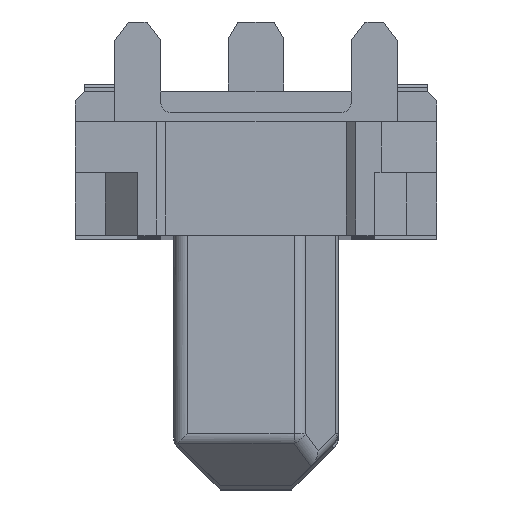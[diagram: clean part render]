
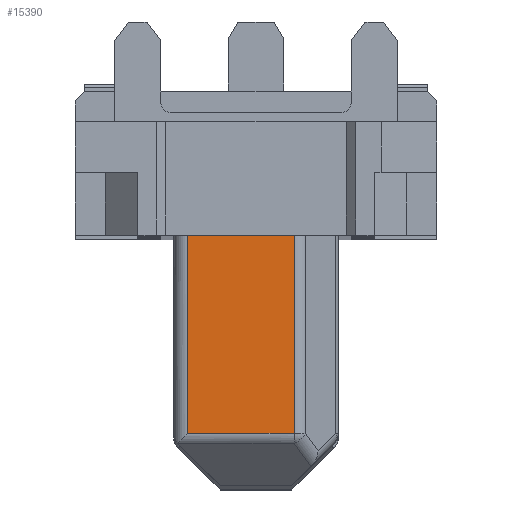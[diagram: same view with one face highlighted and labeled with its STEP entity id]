
A CAD part, top view. The second image highlights one B-rep face of the part: STEP entity #15390.
In plain terms, the highlighted planar face has unit normal (0, 0, 1).
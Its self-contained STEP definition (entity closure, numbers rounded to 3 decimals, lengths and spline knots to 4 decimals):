
#11880=CARTESIAN_POINT('',(-5.6481,11.5306,28.075));
#11890=VERTEX_POINT('',#11880);
#11920=CARTESIAN_POINT('',(-5.6481,11.5306,28.075));
#11930=DIRECTION('',(0.,-1.,0.));
#11940=VECTOR('',#11930,1.);
#11950=LINE('',#11920,#11940);
#11960=CARTESIAN_POINT('',(-5.6481,7.2549,28.075));
#11970=VERTEX_POINT('',#11960);
#11980=EDGE_CURVE('',#11890,#11970,#11950,.T.);
#15090=CARTESIAN_POINT('',(-4.814,6.9102,28.075));
#15100=DIRECTION('',(0.,0.,1.));
#15110=DIRECTION('',(1.,0.,0.));
#15120=AXIS2_PLACEMENT_3D('',#15090,#15100,#15110);
#15130=PLANE('',#15120);
#15140=CARTESIAN_POINT('',(-3.3508,7.2549,28.075));
#15150=DIRECTION('',(-1.,0.,0.));
#15160=VECTOR('',#15150,1.);
#15170=LINE('',#15140,#15160);
#15180=CARTESIAN_POINT('',(-3.3508,7.2549,28.075));
#15190=VERTEX_POINT('',#15180);
#15200=EDGE_CURVE('',#15190,#11970,#15170,.T.);
#15210=ORIENTED_EDGE('',*,*,#15200,.F.);
#15220=ORIENTED_EDGE('',*,*,#11980,.T.);
#15230=CARTESIAN_POINT('',(-2.0477,11.5306,28.075));
#15240=DIRECTION('',(1.,0.,0.));
#15250=VECTOR('',#15240,1.);
#15260=LINE('',#15230,#15250);
#15270=CARTESIAN_POINT('',(-3.3508,11.5306,28.075));
#15280=VERTEX_POINT('',#15270);
#15290=EDGE_CURVE('',#11890,#15280,#15260,.T.);
#15300=ORIENTED_EDGE('',*,*,#15290,.F.);
#15310=CARTESIAN_POINT('',(-3.3508,7.2549,28.075));
#15320=DIRECTION('',(0.,1.,0.));
#15330=VECTOR('',#15320,1.);
#15340=LINE('',#15310,#15330);
#15350=EDGE_CURVE('',#15190,#15280,#15340,.T.);
#15360=ORIENTED_EDGE('',*,*,#15350,.T.);
#15370=EDGE_LOOP('',(#15360,#15300,#15220,#15210));
#15380=FACE_OUTER_BOUND('',#15370,.T.);
#15390=ADVANCED_FACE('',(#15380),#15130,.T.);
